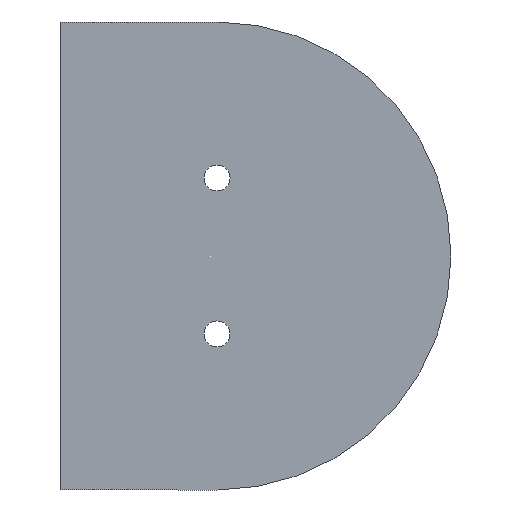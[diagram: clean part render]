
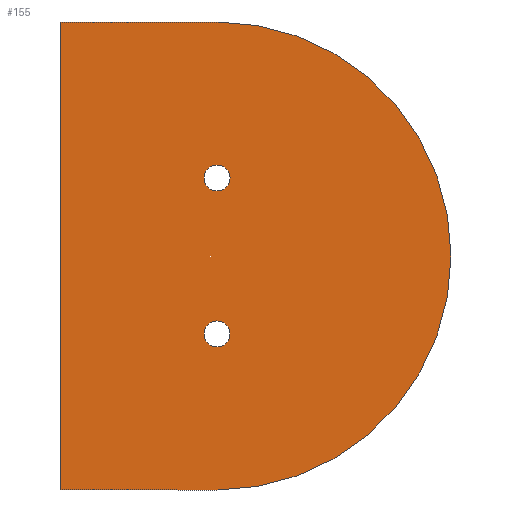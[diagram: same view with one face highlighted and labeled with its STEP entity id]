
A CAD part, left-side view. The second image highlights one B-rep face of the part: STEP entity #155.
In plain terms, the highlighted planar face has unit normal (-1, 0, 0).
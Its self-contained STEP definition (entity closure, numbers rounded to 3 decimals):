
#7 = CARTESIAN_POINT ( 'NONE',  ( 0., 0., -15. ) ) ;
#11 = VERTEX_POINT ( 'NONE', #173 ) ;
#13 = AXIS2_PLACEMENT_3D ( 'NONE', #228, #288, #451 ) ;
#20 = VERTEX_POINT ( 'NONE', #452 ) ;
#25 = CARTESIAN_POINT ( 'NONE',  ( 0., 0., 15. ) ) ;
#29 = FACE_OUTER_BOUND ( 'NONE', #541, .T. ) ;
#74 = LINE ( 'NONE', #670, #478 ) ;
#85 = CIRCLE ( 'NONE', #573, 2.5 ) ;
#104 = VERTEX_POINT ( 'NONE', #180 ) ;
#110 = DIRECTION ( 'NONE',  ( 0., 0., -1. ) ) ;
#116 = DIRECTION ( 'NONE',  ( 1., 0., 0. ) ) ;
#119 = VECTOR ( 'NONE', #542, 1000. ) ;
#122 = PLANE ( 'NONE',  #662 ) ;
#123 = EDGE_CURVE ( 'NONE', #490, #104, #500, .T. ) ;
#138 = EDGE_LOOP ( 'NONE', ( #431, #488 ) ) ;
#155 = ADVANCED_FACE ( 'NONE', ( #29, #516, #391 ), #122, .F. ) ;
#164 = VERTEX_POINT ( 'NONE', #565 ) ;
#173 = CARTESIAN_POINT ( 'NONE',  ( 0., 0., -45. ) ) ;
#178 = DIRECTION ( 'NONE',  ( 1., 0., 0. ) ) ;
#180 = CARTESIAN_POINT ( 'NONE',  ( 0., 0., 12.5 ) ) ;
#187 = EDGE_CURVE ( 'NONE', #470, #698, #74, .T. ) ;
#192 = DIRECTION ( 'NONE',  ( 0., 0., -1. ) ) ;
#199 = LINE ( 'NONE', #524, #491 ) ;
#203 = CIRCLE ( 'NONE', #257, 2.5 ) ;
#205 = ORIENTED_EDGE ( 'NONE', *, *, #634, .F. ) ;
#228 = CARTESIAN_POINT ( 'NONE',  ( 0., 0., 0. ) ) ;
#239 = EDGE_CURVE ( 'NONE', #698, #11, #382, .T. ) ;
#257 = AXIS2_PLACEMENT_3D ( 'NONE', #25, #475, #192 ) ;
#266 = ORIENTED_EDGE ( 'NONE', *, *, #123, .T. ) ;
#267 = EDGE_CURVE ( 'NONE', #104, #490, #203, .T. ) ;
#284 = DIRECTION ( 'NONE',  ( 0., 0., -1. ) ) ;
#288 = DIRECTION ( 'NONE',  ( 1., 0., 0. ) ) ;
#298 = CARTESIAN_POINT ( 'NONE',  ( 0., 0., -17.5 ) ) ;
#350 = DIRECTION ( 'NONE',  ( 0., -1., 0. ) ) ;
#362 = ORIENTED_EDGE ( 'NONE', *, *, #462, .F. ) ;
#382 = CIRCLE ( 'NONE', #13, 45. ) ;
#391 = FACE_BOUND ( 'NONE', #138, .T. ) ;
#411 = CARTESIAN_POINT ( 'NONE',  ( 0., 30., 45. ) ) ;
#431 = ORIENTED_EDGE ( 'NONE', *, *, #660, .T. ) ;
#433 = LINE ( 'NONE', #436, #119 ) ;
#434 = EDGE_LOOP ( 'NONE', ( #266, #526 ) ) ;
#436 = CARTESIAN_POINT ( 'NONE',  ( 0., 30., 45. ) ) ;
#451 = DIRECTION ( 'NONE',  ( 0., 0., -1. ) ) ;
#452 = CARTESIAN_POINT ( 'NONE',  ( 0., 30., -45. ) ) ;
#456 = CARTESIAN_POINT ( 'NONE',  ( 0., 0., 0. ) ) ;
#462 = EDGE_CURVE ( 'NONE', #11, #20, #199, .T. ) ;
#468 = CARTESIAN_POINT ( 'NONE',  ( 0., 0., 17.5 ) ) ;
#470 = VERTEX_POINT ( 'NONE', #411 ) ;
#475 = DIRECTION ( 'NONE',  ( 1., 0., 0. ) ) ;
#477 = ORIENTED_EDGE ( 'NONE', *, *, #239, .F. ) ;
#478 = VECTOR ( 'NONE', #350, 1000. ) ;
#488 = ORIENTED_EDGE ( 'NONE', *, *, #591, .T. ) ;
#490 = VERTEX_POINT ( 'NONE', #468 ) ;
#491 = VECTOR ( 'NONE', #635, 1000. ) ;
#497 = DIRECTION ( 'NONE',  ( 0., 0., -1. ) ) ;
#500 = CIRCLE ( 'NONE', #595, 2.5 ) ;
#509 = DIRECTION ( 'NONE',  ( 0., 0., -1. ) ) ;
#513 = DIRECTION ( 'NONE',  ( 1., 0., 0. ) ) ;
#516 = FACE_BOUND ( 'NONE', #434, .T. ) ;
#524 = CARTESIAN_POINT ( 'NONE',  ( 0., 0., -45. ) ) ;
#526 = ORIENTED_EDGE ( 'NONE', *, *, #267, .T. ) ;
#537 = CARTESIAN_POINT ( 'NONE',  ( 0., 0., 45. ) ) ;
#541 = EDGE_LOOP ( 'NONE', ( #477, #572, #205, #362 ) ) ;
#542 = DIRECTION ( 'NONE',  ( 0., 0., 1. ) ) ;
#544 = DIRECTION ( 'NONE',  ( 1., 0., 0. ) ) ;
#565 = CARTESIAN_POINT ( 'NONE',  ( 0., 0., -12.5 ) ) ;
#572 = ORIENTED_EDGE ( 'NONE', *, *, #187, .F. ) ;
#573 = AXIS2_PLACEMENT_3D ( 'NONE', #7, #544, #110 ) ;
#591 = EDGE_CURVE ( 'NONE', #706, #164, #85, .T. ) ;
#595 = AXIS2_PLACEMENT_3D ( 'NONE', #618, #178, #509 ) ;
#599 = AXIS2_PLACEMENT_3D ( 'NONE', #607, #116, #497 ) ;
#607 = CARTESIAN_POINT ( 'NONE',  ( 0., 0., -15. ) ) ;
#618 = CARTESIAN_POINT ( 'NONE',  ( 0., 0., 15. ) ) ;
#634 = EDGE_CURVE ( 'NONE', #20, #470, #433, .T. ) ;
#635 = DIRECTION ( 'NONE',  ( 0., 1., 0. ) ) ;
#660 = EDGE_CURVE ( 'NONE', #164, #706, #704, .T. ) ;
#662 = AXIS2_PLACEMENT_3D ( 'NONE', #456, #513, #284 ) ;
#670 = CARTESIAN_POINT ( 'NONE',  ( 0., 0., 45. ) ) ;
#698 = VERTEX_POINT ( 'NONE', #537 ) ;
#704 = CIRCLE ( 'NONE', #599, 2.5 ) ;
#706 = VERTEX_POINT ( 'NONE', #298 ) ;
